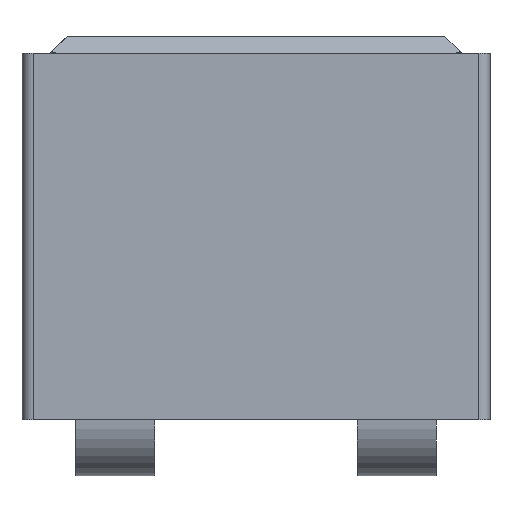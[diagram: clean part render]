
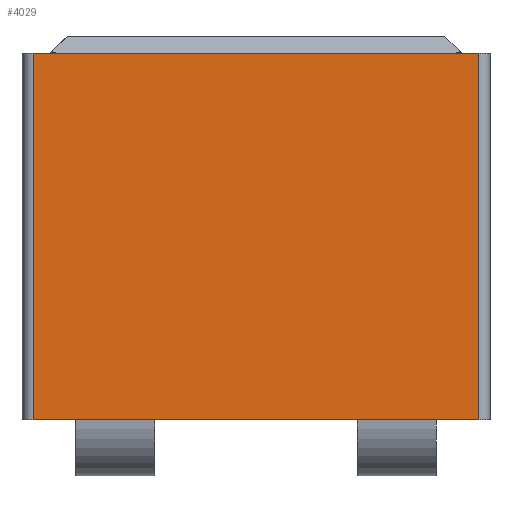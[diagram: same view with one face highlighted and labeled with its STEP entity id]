
A CAD part, left-side view. The second image highlights one B-rep face of the part: STEP entity #4029.
In plain terms, the highlighted planar face has unit normal (-1, 0, 0).
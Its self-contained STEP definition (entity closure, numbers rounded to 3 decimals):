
#55 = DIRECTION ( 'NONE',  ( 0., 1., 0. ) ) ;
#145 = VERTEX_POINT ( 'NONE', #659 ) ;
#150 = EDGE_CURVE ( 'NONE', #760, #1658, #1623, .T. ) ;
#256 = VECTOR ( 'NONE', #1829, 1000. ) ;
#659 = CARTESIAN_POINT ( 'NONE',  ( -4.4, -3.95, 6.5 ) ) ;
#679 = ORIENTED_EDGE ( 'NONE', *, *, #1532, .T. ) ;
#760 = VERTEX_POINT ( 'NONE', #3251 ) ;
#886 = CARTESIAN_POINT ( 'NONE',  ( -4.4, 3.95, 0. ) ) ;
#994 = EDGE_LOOP ( 'NONE', ( #1453, #3595, #3545, #679 ) ) ;
#1308 = AXIS2_PLACEMENT_3D ( 'NONE', #1353, #2336, #4030 ) ;
#1353 = CARTESIAN_POINT ( 'NONE',  ( -4.4, -4.15, 6.8 ) ) ;
#1433 = LINE ( 'NONE', #4301, #1465 ) ;
#1453 = ORIENTED_EDGE ( 'NONE', *, *, #150, .T. ) ;
#1465 = VECTOR ( 'NONE', #55, 1000. ) ;
#1532 = EDGE_CURVE ( 'NONE', #145, #760, #3113, .T. ) ;
#1623 = LINE ( 'NONE', #2064, #256 ) ;
#1658 = VERTEX_POINT ( 'NONE', #886 ) ;
#1829 = DIRECTION ( 'NONE',  ( 0., 0., -1. ) ) ;
#1967 = DIRECTION ( 'NONE',  ( 0., 0., 1. ) ) ;
#1972 = EDGE_CURVE ( 'NONE', #4075, #145, #3334, .T. ) ;
#2064 = CARTESIAN_POINT ( 'NONE',  ( -4.4, 3.95, 6.8 ) ) ;
#2336 = DIRECTION ( 'NONE',  ( -1., 0., 0. ) ) ;
#2910 = CARTESIAN_POINT ( 'NONE',  ( -4.4, -4.15, 6.5 ) ) ;
#2916 = CARTESIAN_POINT ( 'NONE',  ( -4.4, -3.95, 6.8 ) ) ;
#3113 = LINE ( 'NONE', #2910, #3270 ) ;
#3184 = EDGE_CURVE ( 'NONE', #4075, #1658, #1433, .T. ) ;
#3251 = CARTESIAN_POINT ( 'NONE',  ( -4.4, 3.95, 6.5 ) ) ;
#3270 = VECTOR ( 'NONE', #4380, 1000. ) ;
#3334 = LINE ( 'NONE', #2916, #3362 ) ;
#3362 = VECTOR ( 'NONE', #1967, 1000. ) ;
#3497 = PLANE ( 'NONE',  #1308 ) ;
#3545 = ORIENTED_EDGE ( 'NONE', *, *, #1972, .T. ) ;
#3595 = ORIENTED_EDGE ( 'NONE', *, *, #3184, .F. ) ;
#3708 = FACE_OUTER_BOUND ( 'NONE', #994, .T. ) ;
#3872 = CARTESIAN_POINT ( 'NONE',  ( -4.4, -3.95, 0. ) ) ;
#4029 = ADVANCED_FACE ( 'NONE', ( #3708 ), #3497, .T. ) ;
#4030 = DIRECTION ( 'NONE',  ( 0., -1., 0. ) ) ;
#4075 = VERTEX_POINT ( 'NONE', #3872 ) ;
#4301 = CARTESIAN_POINT ( 'NONE',  ( -4.4, 0., 0. ) ) ;
#4380 = DIRECTION ( 'NONE',  ( 0., 1., 0. ) ) ;
